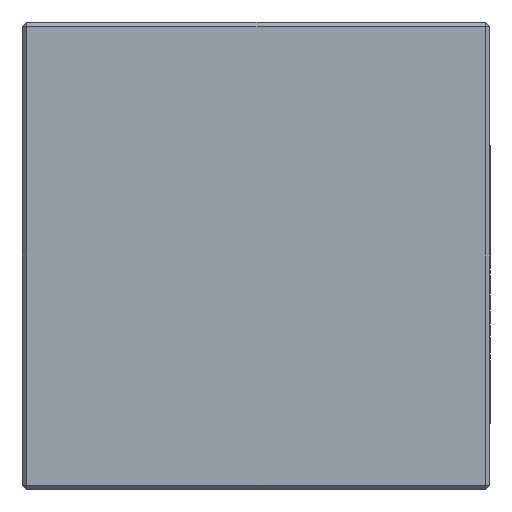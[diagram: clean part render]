
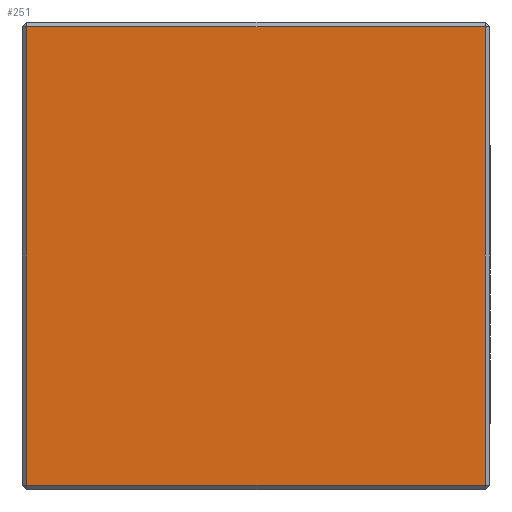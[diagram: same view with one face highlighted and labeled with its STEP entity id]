
A CAD part, left-side view. The second image highlights one B-rep face of the part: STEP entity #251.
In plain terms, the highlighted planar face has unit normal (-1, 0, 0).
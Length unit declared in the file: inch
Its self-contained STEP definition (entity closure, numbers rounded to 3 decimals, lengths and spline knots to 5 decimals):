
#89 = DIRECTION ( 'NONE',  ( 0., 0., -1. ) ) ;
#113 = EDGE_CURVE ( 'NONE', #682, #1019, #1036, .T. ) ;
#117 = EDGE_CURVE ( 'NONE', #202, #682, #832, .T. ) ;
#180 = ORIENTED_EDGE ( 'NONE', *, *, #113, .T. ) ;
#202 = VERTEX_POINT ( 'NONE', #346 ) ;
#207 = FACE_OUTER_BOUND ( 'NONE', #1056, .T. ) ;
#210 = VERTEX_POINT ( 'NONE', #799 ) ;
#251 = ADVANCED_FACE ( 'NONE', ( #207 ), #704, .F. ) ;
#271 = CARTESIAN_POINT ( 'NONE',  ( -1.2, 0.25, -0.25 ) ) ;
#294 = EDGE_CURVE ( 'NONE', #1019, #210, #1090, .T. ) ;
#311 = ORIENTED_EDGE ( 'NONE', *, *, #117, .T. ) ;
#315 = VECTOR ( 'NONE', #595, 39.37008 ) ;
#336 = DIRECTION ( 'NONE',  ( 1., 0., 0. ) ) ;
#346 = CARTESIAN_POINT ( 'NONE',  ( -1.2, 0.245, 0.245 ) ) ;
#403 = VECTOR ( 'NONE', #506, 39.37008 ) ;
#406 = CARTESIAN_POINT ( 'NONE',  ( -1.2, 0.245, -0.25 ) ) ;
#449 = CARTESIAN_POINT ( 'NONE',  ( -1.2, 0.25, 0.245 ) ) ;
#506 = DIRECTION ( 'NONE',  ( 0., -1., 0. ) ) ;
#563 = VECTOR ( 'NONE', #1173, 39.37008 ) ;
#573 = ORIENTED_EDGE ( 'NONE', *, *, #1046, .T. ) ;
#595 = DIRECTION ( 'NONE',  ( 0., 0., -1. ) ) ;
#631 = CARTESIAN_POINT ( 'NONE',  ( -1.2, -0.245, -0.245 ) ) ;
#682 = VERTEX_POINT ( 'NONE', #769 ) ;
#692 = ORIENTED_EDGE ( 'NONE', *, *, #294, .T. ) ;
#704 = PLANE ( 'NONE',  #719 ) ;
#719 = AXIS2_PLACEMENT_3D ( 'NONE', #271, #336, #89 ) ;
#769 = CARTESIAN_POINT ( 'NONE',  ( -1.2, 0.245, -0.245 ) ) ;
#784 = LINE ( 'NONE', #449, #563 ) ;
#799 = CARTESIAN_POINT ( 'NONE',  ( -1.2, -0.245, 0.245 ) ) ;
#818 = CARTESIAN_POINT ( 'NONE',  ( -1.2, -0.245, -0.25 ) ) ;
#832 = LINE ( 'NONE', #406, #315 ) ;
#842 = VECTOR ( 'NONE', #1049, 39.37008 ) ;
#1019 = VERTEX_POINT ( 'NONE', #631 ) ;
#1033 = CARTESIAN_POINT ( 'NONE',  ( -1.2, 0.25, -0.245 ) ) ;
#1036 = LINE ( 'NONE', #1033, #403 ) ;
#1046 = EDGE_CURVE ( 'NONE', #210, #202, #784, .T. ) ;
#1049 = DIRECTION ( 'NONE',  ( 0., 0., 1. ) ) ;
#1056 = EDGE_LOOP ( 'NONE', ( #573, #311, #180, #692 ) ) ;
#1090 = LINE ( 'NONE', #818, #842 ) ;
#1173 = DIRECTION ( 'NONE',  ( 0., 1., 0. ) ) ;
